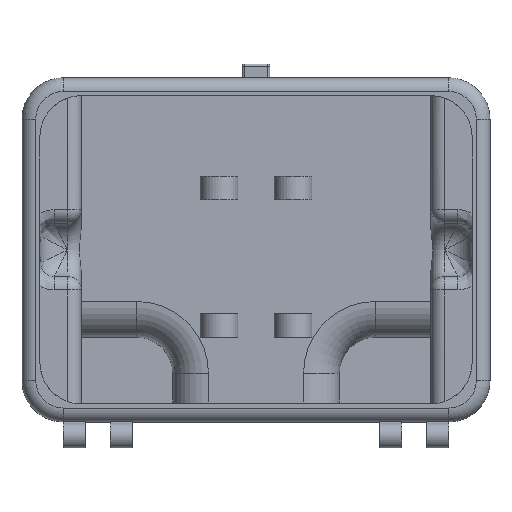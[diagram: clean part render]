
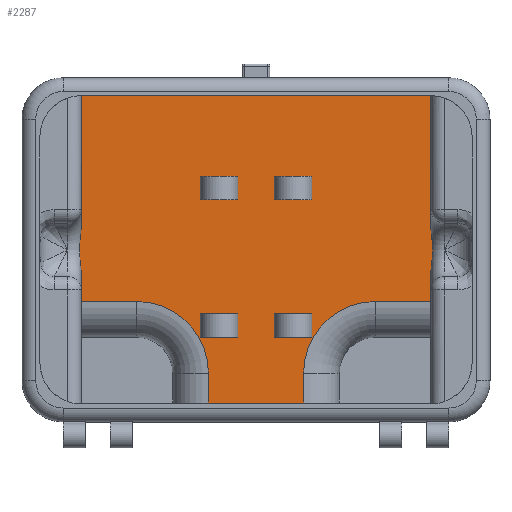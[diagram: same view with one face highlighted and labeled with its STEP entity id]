
A CAD part, top view. The second image highlights one B-rep face of the part: STEP entity #2287.
In plain terms, the highlighted planar face has unit normal (0, 0, 1).
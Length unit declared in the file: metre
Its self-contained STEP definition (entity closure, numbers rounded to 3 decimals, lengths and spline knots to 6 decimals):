
#41=B_SPLINE_CURVE_WITH_KNOTS('',3,(#3827,#3828,#3829,#3830,#3831,#3832,
#3833),.UNSPECIFIED.,.F.,.F.,(4,1,1,1,4),(0.,0.004143,0.008286,
0.012428,0.016571),.UNSPECIFIED.);
#42=B_SPLINE_CURVE_WITH_KNOTS('',3,(#3834,#3835,#3836,#3837,#3838,#3839,
#3840),.UNSPECIFIED.,.F.,.F.,(4,1,1,1,4),(0.,0.004143,0.008286,
0.012428,0.016571),.UNSPECIFIED.);
#121=LINE('',#3577,#298);
#124=LINE('',#3586,#301);
#141=LINE('',#3656,#318);
#146=LINE('',#3673,#323);
#148=LINE('',#3677,#325);
#154=LINE('',#3694,#331);
#156=LINE('',#3698,#333);
#171=LINE('',#3775,#348);
#176=LINE('',#3811,#353);
#177=LINE('',#3814,#354);
#178=LINE('',#3818,#355);
#179=LINE('',#3819,#356);
#180=LINE('',#3823,#357);
#181=LINE('',#3825,#358);
#182=LINE('',#3841,#359);
#183=LINE('',#3842,#360);
#184=LINE('',#3843,#361);
#185=LINE('',#3846,#362);
#186=LINE('',#3848,#363);
#187=LINE('',#3850,#364);
#188=LINE('',#3851,#365);
#189=LINE('',#3854,#366);
#190=LINE('',#3856,#367);
#191=LINE('',#3858,#368);
#192=LINE('',#3859,#369);
#193=LINE('',#3860,#370);
#298=VECTOR('',#2865,1.);
#301=VECTOR('',#2872,1.);
#318=VECTOR('',#2915,1.);
#323=VECTOR('',#2930,1.);
#325=VECTOR('',#2934,1.);
#331=VECTOR('',#2948,1.);
#333=VECTOR('',#2952,1.);
#348=VECTOR('',#2993,1.);
#353=VECTOR('',#3002,1.);
#354=VECTOR('',#3003,1.);
#355=VECTOR('',#3006,1.);
#356=VECTOR('',#3007,1.);
#357=VECTOR('',#3010,1.);
#358=VECTOR('',#3011,1.);
#359=VECTOR('',#3012,1.);
#360=VECTOR('',#3013,1.);
#361=VECTOR('',#3014,1.);
#362=VECTOR('',#3015,1.);
#363=VECTOR('',#3016,1.);
#364=VECTOR('',#3017,1.);
#365=VECTOR('',#3018,1.);
#366=VECTOR('',#3019,1.);
#367=VECTOR('',#3020,1.);
#368=VECTOR('',#3021,1.);
#369=VECTOR('',#3022,1.);
#370=VECTOR('',#3023,1.);
#466=PLANE('',#2537);
#713=ORIENTED_EDGE('',*,*,#1302,.F.);
#714=ORIENTED_EDGE('',*,*,#1303,.T.);
#715=ORIENTED_EDGE('',*,*,#1304,.F.);
#716=ORIENTED_EDGE('',*,*,#1305,.T.);
#717=ORIENTED_EDGE('',*,*,#1248,.F.);
#718=ORIENTED_EDGE('',*,*,#1306,.T.);
#719=ORIENTED_EDGE('',*,*,#1307,.F.);
#720=ORIENTED_EDGE('',*,*,#1308,.T.);
#721=ORIENTED_EDGE('',*,*,#1309,.F.);
#722=ORIENTED_EDGE('',*,*,#1310,.T.);
#723=ORIENTED_EDGE('',*,*,#1216,.F.);
#724=ORIENTED_EDGE('',*,*,#1295,.T.);
#725=ORIENTED_EDGE('',*,*,#1220,.F.);
#726=ORIENTED_EDGE('',*,*,#1311,.T.);
#727=ORIENTED_EDGE('',*,*,#1266,.T.);
#728=ORIENTED_EDGE('',*,*,#1312,.F.);
#729=ORIENTED_EDGE('',*,*,#1268,.F.);
#730=ORIENTED_EDGE('',*,*,#1313,.F.);
#731=ORIENTED_EDGE('',*,*,#1314,.T.);
#732=ORIENTED_EDGE('',*,*,#1315,.T.);
#733=ORIENTED_EDGE('',*,*,#1316,.T.);
#734=ORIENTED_EDGE('',*,*,#1317,.F.);
#735=ORIENTED_EDGE('',*,*,#1318,.F.);
#736=ORIENTED_EDGE('',*,*,#1319,.T.);
#737=ORIENTED_EDGE('',*,*,#1320,.T.);
#738=ORIENTED_EDGE('',*,*,#1321,.T.);
#739=ORIENTED_EDGE('',*,*,#1322,.F.);
#740=ORIENTED_EDGE('',*,*,#1258,.F.);
#741=ORIENTED_EDGE('',*,*,#1323,.F.);
#742=ORIENTED_EDGE('',*,*,#1256,.T.);
#1216=EDGE_CURVE('',#1529,#1526,#121,.T.);
#1220=EDGE_CURVE('',#1533,#1531,#124,.T.);
#1248=EDGE_CURVE('',#1561,#1562,#141,.T.);
#1256=EDGE_CURVE('',#1569,#1568,#146,.T.);
#1258=EDGE_CURVE('',#1570,#1571,#148,.T.);
#1266=EDGE_CURVE('',#1577,#1576,#154,.T.);
#1268=EDGE_CURVE('',#1578,#1579,#156,.T.);
#1295=EDGE_CURVE('',#1529,#1531,#171,.T.);
#1302=EDGE_CURVE('',#1602,#1603,#176,.T.);
#1303=EDGE_CURVE('',#1602,#1604,#177,.F.);
#1304=EDGE_CURVE('',#1605,#1604,#1736,.T.);
#1305=EDGE_CURVE('',#1605,#1562,#178,.F.);
#1306=EDGE_CURVE('',#1561,#1606,#179,.F.);
#1307=EDGE_CURVE('',#1607,#1606,#1737,.T.);
#1308=EDGE_CURVE('',#1607,#1608,#180,.F.);
#1309=EDGE_CURVE('',#1609,#1608,#181,.T.);
#1310=EDGE_CURVE('',#1609,#1526,#41,.T.);
#1311=EDGE_CURVE('',#1533,#1603,#42,.T.);
#1312=EDGE_CURVE('',#1579,#1576,#182,.T.);
#1313=EDGE_CURVE('',#1577,#1578,#183,.T.);
#1314=EDGE_CURVE('',#1610,#1611,#184,.T.);
#1315=EDGE_CURVE('',#1611,#1612,#185,.T.);
#1316=EDGE_CURVE('',#1612,#1613,#186,.T.);
#1317=EDGE_CURVE('',#1610,#1613,#187,.T.);
#1318=EDGE_CURVE('',#1614,#1615,#188,.T.);
#1319=EDGE_CURVE('',#1614,#1616,#189,.T.);
#1320=EDGE_CURVE('',#1616,#1617,#190,.T.);
#1321=EDGE_CURVE('',#1617,#1615,#191,.T.);
#1322=EDGE_CURVE('',#1571,#1568,#192,.T.);
#1323=EDGE_CURVE('',#1569,#1570,#193,.T.);
#1526=VERTEX_POINT('',#3571);
#1529=VERTEX_POINT('',#3576);
#1531=VERTEX_POINT('',#3581);
#1533=VERTEX_POINT('',#3585);
#1561=VERTEX_POINT('',#3655);
#1562=VERTEX_POINT('',#3657);
#1568=VERTEX_POINT('',#3672);
#1569=VERTEX_POINT('',#3674);
#1570=VERTEX_POINT('',#3678);
#1571=VERTEX_POINT('',#3679);
#1576=VERTEX_POINT('',#3693);
#1577=VERTEX_POINT('',#3695);
#1578=VERTEX_POINT('',#3699);
#1579=VERTEX_POINT('',#3700);
#1602=VERTEX_POINT('',#3812);
#1603=VERTEX_POINT('',#3813);
#1604=VERTEX_POINT('',#3815);
#1605=VERTEX_POINT('',#3817);
#1606=VERTEX_POINT('',#3820);
#1607=VERTEX_POINT('',#3822);
#1608=VERTEX_POINT('',#3824);
#1609=VERTEX_POINT('',#3826);
#1610=VERTEX_POINT('',#3844);
#1611=VERTEX_POINT('',#3845);
#1612=VERTEX_POINT('',#3847);
#1613=VERTEX_POINT('',#3849);
#1614=VERTEX_POINT('',#3852);
#1615=VERTEX_POINT('',#3853);
#1616=VERTEX_POINT('',#3855);
#1617=VERTEX_POINT('',#3857);
#1736=CIRCLE('',#2538,0.026);
#1737=CIRCLE('',#2539,0.026);
#1876=EDGE_LOOP('',(#713,#714,#715,#716,#717,#718,#719,#720,#721,#722,#723,
#724,#725,#726));
#1877=EDGE_LOOP('',(#727,#728,#729,#730));
#1878=EDGE_LOOP('',(#731,#732,#733,#734));
#1879=EDGE_LOOP('',(#735,#736,#737,#738));
#1880=EDGE_LOOP('',(#739,#740,#741,#742));
#2061=FACE_BOUND('',#1876,.T.);
#2062=FACE_BOUND('',#1877,.T.);
#2063=FACE_BOUND('',#1878,.T.);
#2064=FACE_BOUND('',#1879,.T.);
#2065=FACE_BOUND('',#1880,.T.);
#2287=ADVANCED_FACE('',(#2061,#2062,#2063,#2064,#2065),#466,.T.);
#2537=AXIS2_PLACEMENT_3D('',#3810,#3000,#3001);
#2538=AXIS2_PLACEMENT_3D('',#3816,#3004,#3005);
#2539=AXIS2_PLACEMENT_3D('',#3821,#3008,#3009);
#2865=DIRECTION('',(0.,-1.,0.));
#2872=DIRECTION('',(0.,1.,0.));
#2915=DIRECTION('',(-1.,0.,0.));
#2930=DIRECTION('',(0.,-1.,0.));
#2934=DIRECTION('',(0.,-1.,0.));
#2948=DIRECTION('',(0.,-1.,0.));
#2952=DIRECTION('',(0.,-1.,0.));
#2993=DIRECTION('',(-1.,0.,0.));
#3000=DIRECTION('',(0.,0.,1.));
#3001=DIRECTION('',(1.,0.,0.));
#3002=DIRECTION('',(0.,1.,0.));
#3003=DIRECTION('',(-1.,0.,0.));
#3004=DIRECTION('',(0.,0.,1.));
#3005=DIRECTION('',(1.,0.,0.));
#3006=DIRECTION('',(0.,1.,0.));
#3007=DIRECTION('',(0.,-1.,0.));
#3008=DIRECTION('',(0.,0.,1.));
#3009=DIRECTION('',(1.,0.,0.));
#3010=DIRECTION('',(-1.,0.,0.));
#3011=DIRECTION('',(0.,-1.,0.));
#3012=DIRECTION('',(1.,0.,0.));
#3013=DIRECTION('',(-1.,0.,0.));
#3014=DIRECTION('',(1.,0.,0.));
#3015=DIRECTION('',(0.,-1.,0.));
#3016=DIRECTION('',(-1.,0.,0.));
#3017=DIRECTION('',(0.,-1.,0.));
#3018=DIRECTION('',(0.,-1.,0.));
#3019=DIRECTION('',(1.,0.,0.));
#3020=DIRECTION('',(0.,-1.,0.));
#3021=DIRECTION('',(-1.,0.,0.));
#3022=DIRECTION('',(1.,0.,0.));
#3023=DIRECTION('',(-1.,0.,0.));
#3571=CARTESIAN_POINT('',(0.0635,0.008292,0.0135));
#3576=CARTESIAN_POINT('',(0.0635,0.056,0.0135));
#3577=CARTESIAN_POINT('',(0.0635,0.,0.0135));
#3581=CARTESIAN_POINT('',(-0.0635,0.056,0.0135));
#3585=CARTESIAN_POINT('',(-0.0635,0.008292,0.0135));
#3586=CARTESIAN_POINT('',(-0.0635,0.,0.0135));
#3655=CARTESIAN_POINT('',(0.017294,-0.056,0.0135));
#3656=CARTESIAN_POINT('',(0.,-0.056,0.0135));
#3657=CARTESIAN_POINT('',(-0.017294,-0.056,0.0135));
#3672=CARTESIAN_POINT('',(0.020294,-0.03175,0.0135));
#3673=CARTESIAN_POINT('',(0.020294,0.056,0.0135));
#3674=CARTESIAN_POINT('',(0.020294,-0.02325,0.0135));
#3677=CARTESIAN_POINT('',(0.006594,0.056,0.0135));
#3678=CARTESIAN_POINT('',(0.006594,-0.02325,0.0135));
#3679=CARTESIAN_POINT('',(0.006594,-0.03175,0.0135));
#3693=CARTESIAN_POINT('',(-0.006594,-0.03175,0.0135));
#3694=CARTESIAN_POINT('',(-0.006594,0.056,0.0135));
#3695=CARTESIAN_POINT('',(-0.006594,-0.02325,0.0135));
#3698=CARTESIAN_POINT('',(-0.020294,0.056,0.0135));
#3699=CARTESIAN_POINT('',(-0.020294,-0.02325,0.0135));
#3700=CARTESIAN_POINT('',(-0.020294,-0.03175,0.0135));
#3775=CARTESIAN_POINT('',(0.,0.056,0.0135));
#3810=CARTESIAN_POINT('',(0.,0.,0.0135));
#3811=CARTESIAN_POINT('',(-0.0635,0.,0.0135));
#3812=CARTESIAN_POINT('',(-0.0635,-0.01875,0.0135));
#3813=CARTESIAN_POINT('',(-0.0635,-0.008292,0.0135));
#3814=CARTESIAN_POINT('',(-0.030294,-0.01875,0.0135));
#3815=CARTESIAN_POINT('',(-0.043294,-0.01875,0.0135));
#3816=CARTESIAN_POINT('',(-0.043294,-0.04475,0.0135));
#3817=CARTESIAN_POINT('',(-0.017294,-0.04475,0.0135));
#3818=CARTESIAN_POINT('',(-0.017294,-0.056,0.0135));
#3819=CARTESIAN_POINT('',(0.017294,-0.03175,0.0135));
#3820=CARTESIAN_POINT('',(0.017294,-0.04475,0.0135));
#3821=CARTESIAN_POINT('',(0.043294,-0.04475,0.0135));
#3822=CARTESIAN_POINT('',(0.043294,-0.01875,0.0135));
#3823=CARTESIAN_POINT('',(0.0635,-0.01875,0.0135));
#3824=CARTESIAN_POINT('',(0.0635,-0.01875,0.0135));
#3825=CARTESIAN_POINT('',(0.0635,0.,0.0135));
#3826=CARTESIAN_POINT('',(0.0635,-0.008292,0.0135));
#3827=CARTESIAN_POINT('',(0.0635,-0.008292,0.0135));
#3828=CARTESIAN_POINT('',(0.0635,-0.006908,0.0135));
#3829=CARTESIAN_POINT('',(0.063856,-0.004163,0.0135));
#3830=CARTESIAN_POINT('',(0.064325,-0.000039,0.0135));
#3831=CARTESIAN_POINT('',(0.063863,0.004131,0.0135));
#3832=CARTESIAN_POINT('',(0.0635,0.006893,0.0135));
#3833=CARTESIAN_POINT('',(0.0635,0.008292,0.0135));
#3834=CARTESIAN_POINT('',(-0.0635,0.008292,0.0135));
#3835=CARTESIAN_POINT('',(-0.0635,0.006908,0.0135));
#3836=CARTESIAN_POINT('',(-0.063856,0.004163,0.0135));
#3837=CARTESIAN_POINT('',(-0.064325,0.000039,0.0135));
#3838=CARTESIAN_POINT('',(-0.063863,-0.004131,0.0135));
#3839=CARTESIAN_POINT('',(-0.0635,-0.006893,0.0135));
#3840=CARTESIAN_POINT('',(-0.0635,-0.008292,0.0135));
#3841=CARTESIAN_POINT('',(0.01216,-0.03175,0.0135));
#3842=CARTESIAN_POINT('',(-0.012047,-0.02325,0.0135));
#3843=CARTESIAN_POINT('',(-0.012047,0.02675,0.0135));
#3844=CARTESIAN_POINT('',(-0.020294,0.02675,0.0135));
#3845=CARTESIAN_POINT('',(-0.006594,0.02675,0.0135));
#3846=CARTESIAN_POINT('',(-0.006594,0.056,0.0135));
#3847=CARTESIAN_POINT('',(-0.006594,0.01825,0.0135));
#3848=CARTESIAN_POINT('',(0.000113,0.01825,0.0135));
#3849=CARTESIAN_POINT('',(-0.020294,0.01825,0.0135));
#3850=CARTESIAN_POINT('',(-0.020294,0.056,0.0135));
#3851=CARTESIAN_POINT('',(0.006594,0.056,0.0135));
#3852=CARTESIAN_POINT('',(0.006594,0.02675,0.0135));
#3853=CARTESIAN_POINT('',(0.006594,0.01825,0.0135));
#3854=CARTESIAN_POINT('',(-0.012047,0.02675,0.0135));
#3855=CARTESIAN_POINT('',(0.020294,0.02675,0.0135));
#3856=CARTESIAN_POINT('',(0.020294,0.056,0.0135));
#3857=CARTESIAN_POINT('',(0.020294,0.01825,0.0135));
#3858=CARTESIAN_POINT('',(0.000113,0.01825,0.0135));
#3859=CARTESIAN_POINT('',(0.01216,-0.03175,0.0135));
#3860=CARTESIAN_POINT('',(-0.012047,-0.02325,0.0135));
